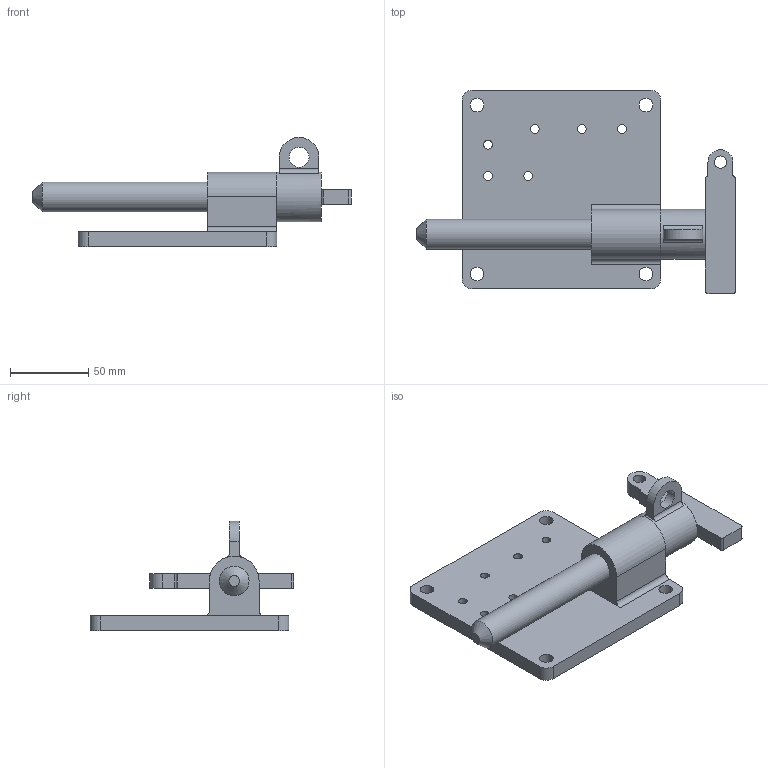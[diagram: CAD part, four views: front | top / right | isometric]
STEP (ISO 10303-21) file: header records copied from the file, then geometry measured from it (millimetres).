
FILE_DESCRIPTION(/* description */ ('LOCKOUT ASSEMBLY'),/* implementation_level */ '2;1');
FILE_NAME(/* name */ 'SP19Y150TY00000.stp',/* time_stamp */ '2020-01-17T18:00:47-05:00',/* author */ ('E&E CP'),/* organization */ (''),/* preprocessor_version */ 'ST-DEVELOPER v17',/* originating_system */ 'Autodesk Inventor 2018',/* authorisation */ '');
FILE_SCHEMA (('AUTOMOTIVE_DESIGN { 1 0 10303 214 3 1 1 }'));
Length unit declared in the file: millimetre
Products named in the file (1): SP19Y150TY00000
Bounding box: 203.62 x 130.18 x 69.85 mm (x, y, z)
Volume: 270029.1 mm3; surface area: 60008 mm2
Topology: 2 solids, 2 shells, 57 faces, 160 edges, 109 vertices
Faces by surface type: cylinder 29, plane 27, cone 1
Full cylindrical faces by diameter (mm): 5.59 x6, 7.94 x1, 8.74 x4, 12.7 x1, 19 x1, 31.75 x1
Entity records: 2048 total; most frequent: DIRECTION 353, CARTESIAN_POINT 327, ORIENTED_EDGE 320, EDGE_CURVE 160, AXIS2_PLACEMENT_3D 135, VERTEX_POINT 109, EDGE_LOOP 83, LINE 83
